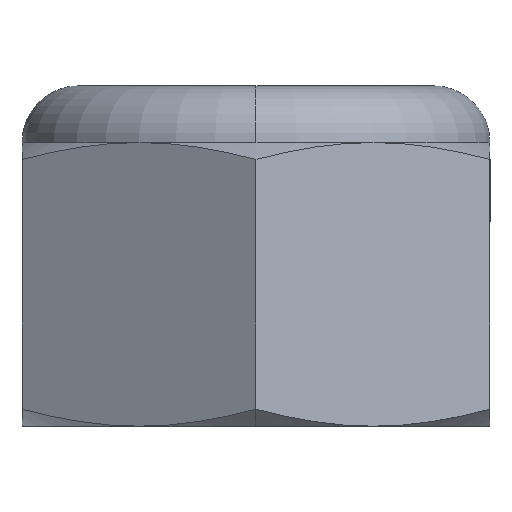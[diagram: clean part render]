
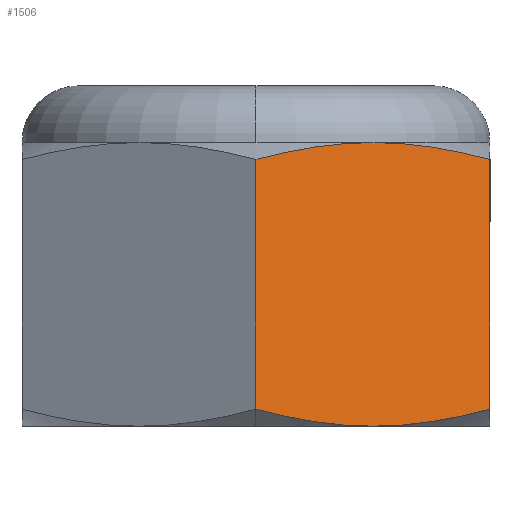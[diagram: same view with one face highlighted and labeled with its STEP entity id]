
A CAD part, front view. The second image highlights one B-rep face of the part: STEP entity #1506.
In plain terms, the highlighted planar face has unit normal (0.5, -0.866, 0).
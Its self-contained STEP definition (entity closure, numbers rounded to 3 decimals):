
#30 = CARTESIAN_POINT ( 'NONE',  ( 2.75, -1.588, -1.802 ) ) ;
#44 = VERTEX_POINT ( 'NONE', #112 ) ;
#112 = CARTESIAN_POINT ( 'NONE',  ( 1.375, -2.382, -2. ) ) ;
#172 = DIRECTION ( 'NONE',  ( 0., 0., -1. ) ) ;
#191 = CARTESIAN_POINT ( 'NONE',  ( 2.75, -1.588, 1.135 ) ) ;
#197 = B_SPLINE_CURVE_WITH_KNOTS ( 'NONE', 3,
 ( #2405, #1077, #2580, #2609 ),
 .UNSPECIFIED., .F., .F.,
 ( 4, 4 ),
 ( 0., 0.002 ),
 .UNSPECIFIED. ) ;
#233 = LINE ( 'NONE', #2785, #1087 ) ;
#234 = CARTESIAN_POINT ( 'NONE',  ( 0.453, -2.914, 1.257 ) ) ;
#284 = CARTESIAN_POINT ( 'NONE',  ( 0., -3.175, -1.802 ) ) ;
#361 = VERTEX_POINT ( 'NONE', #678 ) ;
#390 = ORIENTED_EDGE ( 'NONE', *, *, #2123, .T. ) ;
#400 = ORIENTED_EDGE ( 'NONE', *, *, #495, .T. ) ;
#485 = CARTESIAN_POINT ( 'NONE',  ( 2.297, -1.849, -1.924 ) ) ;
#495 = EDGE_CURVE ( 'NONE', #44, #2866, #2190, .T. ) ;
#516 = CARTESIAN_POINT ( 'NONE',  ( 1.833, -2.117, -2. ) ) ;
#581 = EDGE_LOOP ( 'NONE', ( #2149, #390, #1566, #1945, #2783, #400 ) ) ;
#678 = CARTESIAN_POINT ( 'NONE',  ( 1.375, -2.382, 1.333 ) ) ;
#692 = PLANE ( 'NONE',  #1017 ) ;
#707 = DIRECTION ( 'NONE',  ( -0.5, 0.866, 0. ) ) ;
#908 = CARTESIAN_POINT ( 'NONE',  ( 1.375, -2.382, 1.333 ) ) ;
#930 = CARTESIAN_POINT ( 'NONE',  ( 1.375, -2.382, -2. ) ) ;
#941 = EDGE_CURVE ( 'NONE', #2396, #44, #197, .T. ) ;
#1017 = AXIS2_PLACEMENT_3D ( 'NONE', #2485, #707, #2262 ) ;
#1077 = CARTESIAN_POINT ( 'NONE',  ( 0.455, -2.913, -1.924 ) ) ;
#1087 = VECTOR ( 'NONE', #1491, 1000. ) ;
#1254 = FACE_OUTER_BOUND ( 'NONE', #581, .T. ) ;
#1320 = EDGE_CURVE ( 'NONE', #1468, #2866, #1505, .T. ) ;
#1468 = VERTEX_POINT ( 'NONE', #191 ) ;
#1491 = DIRECTION ( 'NONE',  ( 0., 0., -1. ) ) ;
#1505 = LINE ( 'NONE', #2692, #2794 ) ;
#1506 = ADVANCED_FACE ( 'NONE', ( #1254 ), #692, .F. ) ;
#1546 = CARTESIAN_POINT ( 'NONE',  ( 0.917, -2.646, 1.333 ) ) ;
#1566 = ORIENTED_EDGE ( 'NONE', *, *, #2159, .T. ) ;
#1579 = CARTESIAN_POINT ( 'NONE',  ( 1.837, -2.115, 1.333 ) ) ;
#1659 = CARTESIAN_POINT ( 'NONE',  ( 0., -3.175, 1.135 ) ) ;
#1780 = CARTESIAN_POINT ( 'NONE',  ( 0., -3.175, 1.135 ) ) ;
#1945 = ORIENTED_EDGE ( 'NONE', *, *, #2820, .T. ) ;
#2029 = CARTESIAN_POINT ( 'NONE',  ( 2.75, -1.588, 1.135 ) ) ;
#2123 = EDGE_CURVE ( 'NONE', #1468, #361, #2423, .T. ) ;
#2149 = ORIENTED_EDGE ( 'NONE', *, *, #1320, .F. ) ;
#2159 = EDGE_CURVE ( 'NONE', #361, #2579, #2278, .T. ) ;
#2190 = B_SPLINE_CURVE_WITH_KNOTS ( 'NONE', 3,
 ( #930, #516, #485, #30 ),
 .UNSPECIFIED., .F., .F.,
 ( 4, 4 ),
 ( 0.002, 0.003 ),
 .UNSPECIFIED. ) ;
#2262 = DIRECTION ( 'NONE',  ( -0.866, -0.5, 0. ) ) ;
#2278 = B_SPLINE_CURVE_WITH_KNOTS ( 'NONE', 3,
 ( #2841, #1546, #234, #1780 ),
 .UNSPECIFIED., .F., .F.,
 ( 4, 4 ),
 ( 0.002, 0.003 ),
 .UNSPECIFIED. ) ;
#2396 = VERTEX_POINT ( 'NONE', #284 ) ;
#2405 = CARTESIAN_POINT ( 'NONE',  ( 0., -3.175, -1.802 ) ) ;
#2423 = B_SPLINE_CURVE_WITH_KNOTS ( 'NONE', 3,
 ( #2029, #2872, #1579, #908 ),
 .UNSPECIFIED., .F., .F.,
 ( 4, 4 ),
 ( 0., 0.002 ),
 .UNSPECIFIED. ) ;
#2485 = CARTESIAN_POINT ( 'NONE',  ( 0., -3.175, 2. ) ) ;
#2579 = VERTEX_POINT ( 'NONE', #1659 ) ;
#2580 = CARTESIAN_POINT ( 'NONE',  ( 0.913, -2.648, -2. ) ) ;
#2609 = CARTESIAN_POINT ( 'NONE',  ( 1.375, -2.382, -2. ) ) ;
#2615 = CARTESIAN_POINT ( 'NONE',  ( 2.75, -1.588, -1.802 ) ) ;
#2692 = CARTESIAN_POINT ( 'NONE',  ( 2.75, -1.588, 2. ) ) ;
#2783 = ORIENTED_EDGE ( 'NONE', *, *, #941, .T. ) ;
#2785 = CARTESIAN_POINT ( 'NONE',  ( 0., -3.175, 2. ) ) ;
#2794 = VECTOR ( 'NONE', #172, 1000. ) ;
#2820 = EDGE_CURVE ( 'NONE', #2579, #2396, #233, .T. ) ;
#2841 = CARTESIAN_POINT ( 'NONE',  ( 1.375, -2.382, 1.333 ) ) ;
#2866 = VERTEX_POINT ( 'NONE', #2615 ) ;
#2872 = CARTESIAN_POINT ( 'NONE',  ( 2.295, -1.85, 1.257 ) ) ;
